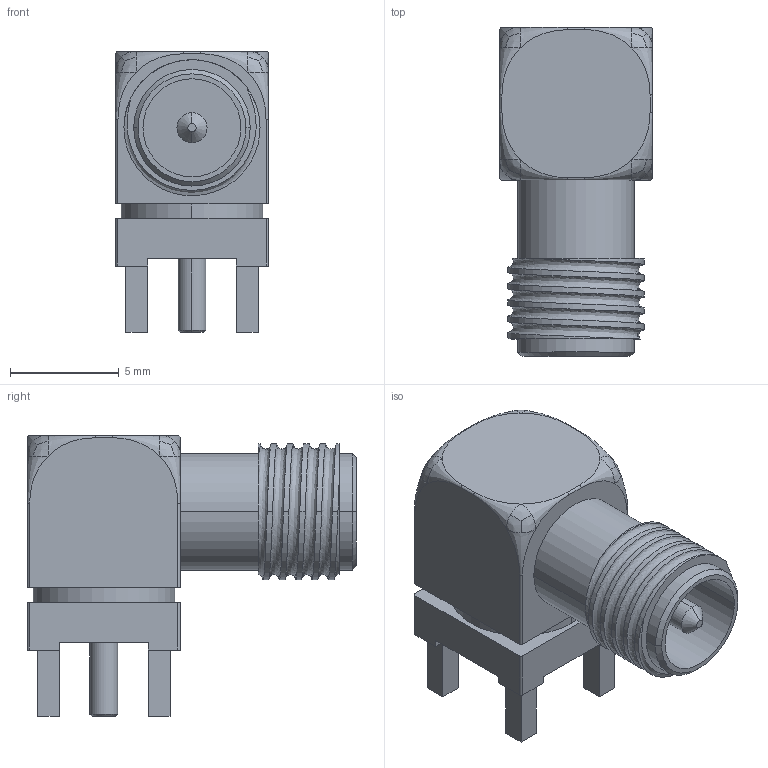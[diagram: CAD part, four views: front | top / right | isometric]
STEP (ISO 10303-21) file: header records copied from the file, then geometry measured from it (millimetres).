
FILE_DESCRIPTION (( 'STEP AP214' ), '1' );
FILE_NAME ('SMA-TH_SMA-KWE901.step', '2022-07-15T04:41:19', ( '' ), ( '' ), 'SwSTEP 2.0', 'SolidWorks 2020', '' );
FILE_SCHEMA (( 'AUTOMOTIVE_DESIGN' ));
Length unit declared in the file: millimetre
Products named in the file (1): SMA-TH_SMA-KWE901
Bounding box: 7 x 15.1 x 12.9 mm (x, y, z)
Volume: 598 mm3; surface area: 727.9 mm2
Topology: 14 solids, 14 shells, 401 faces, 1054 edges, 698 vertices
Faces by surface type: plane 221, bspline 137, cylinder 37, cone 6
Entity records: 20996 total; most frequent: CARTESIAN_POINT 7530, ORIENTED_EDGE 2106, DIRECTION 1307, EDGE_CURVE 1053, VERTEX_POINT 696, LINE 681, VECTOR 681, EDGE_LOOP 429
